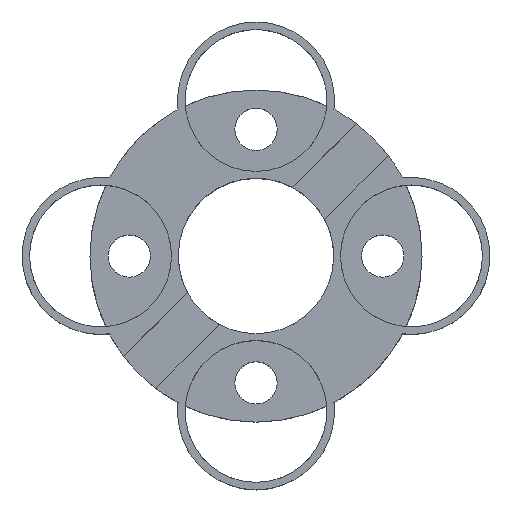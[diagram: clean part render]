
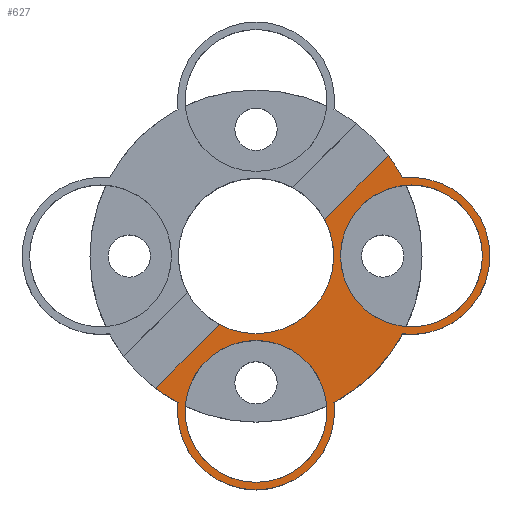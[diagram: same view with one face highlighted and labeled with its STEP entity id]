
A CAD part, top view. The second image highlights one B-rep face of the part: STEP entity #627.
In plain terms, the highlighted planar face has unit normal (0, 0, 1).
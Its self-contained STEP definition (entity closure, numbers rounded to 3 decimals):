
#21=FACE_BOUND('',#106,.T.);
#22=FACE_BOUND('',#107,.T.);
#40=PLANE('',#715);
#68=FACE_OUTER_BOUND('',#105,.T.);
#105=EDGE_LOOP('',(#543,#544,#545,#546,#547,#548,#549,#550,#551));
#106=EDGE_LOOP('',(#552));
#107=EDGE_LOOP('',(#553));
#131=LINE('',#991,#165);
#142=LINE('',#1023,#176);
#165=VECTOR('',#767,10.);
#176=VECTOR('',#796,10.);
#190=CIRCLE('',#641,5.2);
#192=CIRCLE('',#644,5.2);
#201=CIRCLE('',#661,5.15);
#203=CIRCLE('',#663,5.15);
#235=CIRCLE('',#706,11.);
#238=CIRCLE('',#709,11.);
#242=CIRCLE('',#713,11.);
#243=CIRCLE('',#716,4.7);
#244=CIRCLE('',#717,4.7);
#252=VERTEX_POINT('',#957);
#253=VERTEX_POINT('',#958);
#256=VERTEX_POINT('',#966);
#257=VERTEX_POINT('',#967);
#265=VERTEX_POINT('',#985);
#267=VERTEX_POINT('',#989);
#278=VERTEX_POINT('',#1020);
#279=VERTEX_POINT('',#1022);
#280=VERTEX_POINT('',#1027);
#306=VERTEX_POINT('',#1115);
#307=VERTEX_POINT('',#1117);
#312=EDGE_CURVE('',#252,#253,#190,.T.);
#316=EDGE_CURVE('',#256,#257,#192,.T.);
#327=EDGE_CURVE('',#265,#267,#131,.T.);
#342=EDGE_CURVE('',#279,#278,#142,.T.);
#345=EDGE_CURVE('',#280,#265,#201,.T.);
#348=EDGE_CURVE('',#278,#280,#203,.T.);
#384=EDGE_CURVE('',#252,#257,#235,.T.);
#387=EDGE_CURVE('',#267,#253,#238,.T.);
#392=EDGE_CURVE('',#256,#279,#242,.T.);
#394=EDGE_CURVE('',#306,#306,#243,.T.);
#395=EDGE_CURVE('',#307,#307,#244,.T.);
#543=ORIENTED_EDGE('',*,*,#342,.T.);
#544=ORIENTED_EDGE('',*,*,#348,.T.);
#545=ORIENTED_EDGE('',*,*,#345,.T.);
#546=ORIENTED_EDGE('',*,*,#327,.T.);
#547=ORIENTED_EDGE('',*,*,#387,.T.);
#548=ORIENTED_EDGE('',*,*,#312,.F.);
#549=ORIENTED_EDGE('',*,*,#384,.T.);
#550=ORIENTED_EDGE('',*,*,#316,.F.);
#551=ORIENTED_EDGE('',*,*,#392,.T.);
#552=ORIENTED_EDGE('',*,*,#394,.F.);
#553=ORIENTED_EDGE('',*,*,#395,.F.);
#627=ADVANCED_FACE('',(#68,#21,#22),#40,.T.);
#641=AXIS2_PLACEMENT_3D('',#959,#740,#741);
#644=AXIS2_PLACEMENT_3D('',#968,#748,#749);
#661=AXIS2_PLACEMENT_3D('',#1028,#802,#803);
#663=AXIS2_PLACEMENT_3D('',#1032,#807,#808);
#706=AXIS2_PLACEMENT_3D('',#1102,#897,#898);
#709=AXIS2_PLACEMENT_3D('',#1105,#903,#904);
#713=AXIS2_PLACEMENT_3D('',#1111,#912,#913);
#715=AXIS2_PLACEMENT_3D('',#1114,#917,#918);
#716=AXIS2_PLACEMENT_3D('',#1116,#919,#920);
#717=AXIS2_PLACEMENT_3D('',#1118,#921,#922);
#740=DIRECTION('center_axis',(0.,0.,-1.));
#741=DIRECTION('ref_axis',(0.,1.,0.));
#748=DIRECTION('center_axis',(0.,0.,-1.));
#749=DIRECTION('ref_axis',(-1.,0.,0.));
#767=DIRECTION('',(-0.707,-0.707,0.));
#796=DIRECTION('',(-0.707,-0.707,0.));
#802=DIRECTION('center_axis',(0.,0.,-1.));
#803=DIRECTION('ref_axis',(0.,1.,0.));
#807=DIRECTION('center_axis',(0.,0.,-1.));
#808=DIRECTION('ref_axis',(0.,1.,0.));
#897=DIRECTION('center_axis',(0.,0.,1.));
#898=DIRECTION('ref_axis',(1.,0.,0.));
#903=DIRECTION('center_axis',(0.,0.,1.));
#904=DIRECTION('ref_axis',(1.,0.,0.));
#912=DIRECTION('center_axis',(0.,0.,1.));
#913=DIRECTION('ref_axis',(1.,0.,0.));
#917=DIRECTION('center_axis',(0.,0.,1.));
#918=DIRECTION('ref_axis',(1.,0.,0.));
#919=DIRECTION('center_axis',(0.,0.,1.));
#920=DIRECTION('ref_axis',(1.,0.,0.));
#921=DIRECTION('center_axis',(0.,0.,1.));
#922=DIRECTION('ref_axis',(0.,-1.,0.));
#957=CARTESIAN_POINT('',(5.167,-9.711,10.));
#958=CARTESIAN_POINT('',(-5.167,-9.711,10.));
#959=CARTESIAN_POINT('Origin',(0.,-10.3,10.));
#966=CARTESIAN_POINT('',(9.711,5.167,10.));
#967=CARTESIAN_POINT('',(9.711,-5.167,10.));
#968=CARTESIAN_POINT('Origin',(10.3,0.,10.));
#985=CARTESIAN_POINT('',(-2.423,-4.544,10.));
#989=CARTESIAN_POINT('',(-6.645,-8.766,10.));
#991=CARTESIAN_POINT('',(6.718,4.596,10.));
#1020=CARTESIAN_POINT('',(4.544,2.423,10.));
#1022=CARTESIAN_POINT('',(8.766,6.645,10.));
#1023=CARTESIAN_POINT('',(6.718,4.596,10.));
#1027=CARTESIAN_POINT('',(0.,-5.15,10.));
#1028=CARTESIAN_POINT('Origin',(0.,0.,10.));
#1032=CARTESIAN_POINT('Origin',(0.,0.,10.));
#1102=CARTESIAN_POINT('Origin',(0.,0.,10.));
#1105=CARTESIAN_POINT('Origin',(0.,0.,10.));
#1111=CARTESIAN_POINT('Origin',(0.,0.,10.));
#1114=CARTESIAN_POINT('Origin',(0.,0.,10.));
#1115=CARTESIAN_POINT('',(5.6,0.,10.));
#1116=CARTESIAN_POINT('Origin',(10.3,0.,10.));
#1117=CARTESIAN_POINT('',(0.,-5.6,10.));
#1118=CARTESIAN_POINT('Origin',(0.,-10.3,10.));
